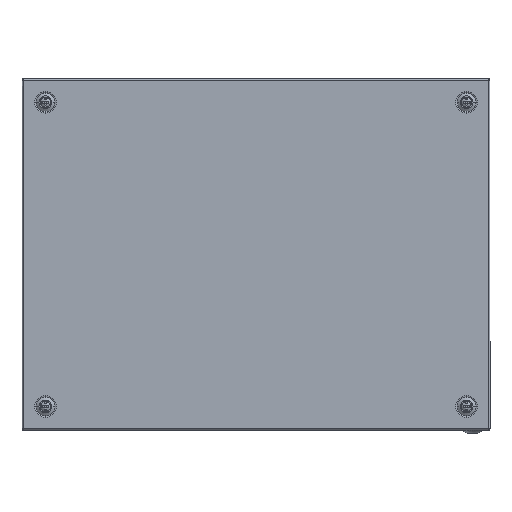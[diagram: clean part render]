
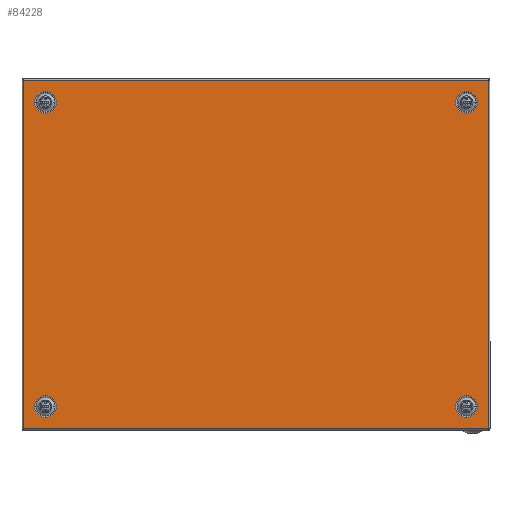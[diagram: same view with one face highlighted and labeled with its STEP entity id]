
A CAD part, top view. The second image highlights one B-rep face of the part: STEP entity #84228.
In plain terms, the highlighted face is planar.
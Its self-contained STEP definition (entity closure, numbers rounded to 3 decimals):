
#7127 = CARTESIAN_POINT ( 'NONE',  ( -139.208, -180., 0. ) ) ;
#7129 = CARTESIAN_POINT ( 'NONE',  ( -120.792, -180., 0. ) ) ;
#7169 = CARTESIAN_POINT ( 'NONE',  ( 120.792, -180., 0. ) ) ;
#7171 = CARTESIAN_POINT ( 'NONE',  ( 139.208, -180., 0. ) ) ;
#9705 = VERTEX_POINT ( 'NONE', #7127 ) ;
#9707 = VERTEX_POINT ( 'NONE', #7129 ) ;
#9743 = VERTEX_POINT ( 'NONE', #7169 ) ;
#9745 = VERTEX_POINT ( 'NONE', #7171 ) ;
#16788 = FACE_BOUND ( 'NONE', #20508, .T. ) ;
#16797 = FACE_BOUND ( 'NONE', #20588, .T. ) ;
#16798 = FACE_BOUND ( 'NONE', #20511, .T. ) ;
#16800 = FACE_BOUND ( 'NONE', #20600, .T. ) ;
#16801 = CARTESIAN_POINT ( 'NONE',  ( -149., -199., 0. ) ) ;
#16802 = FACE_OUTER_BOUND ( 'NONE', #20586, .T. ) ;
#16804 = PLANE ( 'NONE',  #78521 ) ;
#16805 = DIRECTION ( 'NONE',  ( 0., 0., 1. ) ) ;
#16806 = DIRECTION ( 'NONE',  ( 1., 0., 0. ) ) ;
#20508 = EDGE_LOOP ( 'NONE', ( #21698, #21700 ) ) ;
#20511 = EDGE_LOOP ( 'NONE', ( #21678, #21680 ) ) ;
#20586 = EDGE_LOOP ( 'NONE', ( #21686, #21688, #21690, #21692 ) ) ;
#20588 = EDGE_LOOP ( 'NONE', ( #21694, #21696 ) ) ;
#20600 = EDGE_LOOP ( 'NONE', ( #21682, #21684 ) ) ;
#21135 = VERTEX_POINT ( 'NONE', #46182 ) ;
#21138 = VERTEX_POINT ( 'NONE', #46183 ) ;
#21190 = VERTEX_POINT ( 'NONE', #46201 ) ;
#21192 = VERTEX_POINT ( 'NONE', #46202 ) ;
#21230 = VERTEX_POINT ( 'NONE', #46215 ) ;
#21232 = VERTEX_POINT ( 'NONE', #46216 ) ;
#21238 = VERTEX_POINT ( 'NONE', #46218 ) ;
#21241 = VERTEX_POINT ( 'NONE', #46219 ) ;
#21678 = ORIENTED_EDGE ( 'NONE', *, *, #28304, .F. ) ;
#21680 = ORIENTED_EDGE ( 'NONE', *, *, #28192, .F. ) ;
#21682 = ORIENTED_EDGE ( 'NONE', *, *, #28258, .T. ) ;
#21684 = ORIENTED_EDGE ( 'NONE', *, *, #28307, .T. ) ;
#21686 = ORIENTED_EDGE ( 'NONE', *, *, #28309, .T. ) ;
#21688 = ORIENTED_EDGE ( 'NONE', *, *, #28311, .T. ) ;
#21690 = ORIENTED_EDGE ( 'NONE', *, *, #28314, .T. ) ;
#21692 = ORIENTED_EDGE ( 'NONE', *, *, #28316, .T. ) ;
#21694 = ORIENTED_EDGE ( 'NONE', *, *, #28318, .F. ) ;
#21696 = ORIENTED_EDGE ( 'NONE', *, *, #28218, .F. ) ;
#21698 = ORIENTED_EDGE ( 'NONE', *, *, #28166, .T. ) ;
#21700 = ORIENTED_EDGE ( 'NONE', *, *, #28321, .T. ) ;
#28166 = EDGE_CURVE ( 'NONE', #9705, #9707, #108083, .T. ) ;
#28192 = EDGE_CURVE ( 'NONE', #9743, #9745, #108127, .T. ) ;
#28218 = EDGE_CURVE ( 'NONE', #21135, #21138, #108173, .T. ) ;
#28258 = EDGE_CURVE ( 'NONE', #21190, #21192, #108221, .T. ) ;
#28304 = EDGE_CURVE ( 'NONE', #9745, #9743, #108257, .T. ) ;
#28307 = EDGE_CURVE ( 'NONE', #21192, #21190, #108259, .T. ) ;
#28309 = EDGE_CURVE ( 'NONE', #21230, #21232, #32421, .T. ) ;
#28311 = EDGE_CURVE ( 'NONE', #21232, #21238, #32426, .T. ) ;
#28314 = EDGE_CURVE ( 'NONE', #21238, #21241, #32433, .T. ) ;
#28316 = EDGE_CURVE ( 'NONE', #21241, #21230, #32436, .T. ) ;
#28318 = EDGE_CURVE ( 'NONE', #21138, #21135, #108266, .T. ) ;
#28321 = EDGE_CURVE ( 'NONE', #9707, #9705, #108267, .T. ) ;
#32285 = CARTESIAN_POINT ( 'NONE',  ( -130., 180., 0. ) ) ;
#32286 = DIRECTION ( 'NONE',  ( 0., 0., -1. ) ) ;
#32287 = DIRECTION ( 'NONE',  ( -1., 0., 0. ) ) ;
#32363 = CARTESIAN_POINT ( 'NONE',  ( 130., 180., 0. ) ) ;
#32364 = DIRECTION ( 'NONE',  ( 0., 0., 1. ) ) ;
#32365 = DIRECTION ( 'NONE',  ( 1., 0., 0. ) ) ;
#32421 = LINE ( 'NONE', #32422, #108261 ) ;
#32422 = CARTESIAN_POINT ( 'NONE',  ( 148.9, 198.9, 0. ) ) ;
#32423 = CARTESIAN_POINT ( 'NONE',  ( 130., -180., 0. ) ) ;
#32424 = DIRECTION ( 'NONE',  ( 0., 0., -1. ) ) ;
#32425 = DIRECTION ( 'NONE',  ( 1., 0., 0. ) ) ;
#32426 = LINE ( 'NONE', #32431, #108251 ) ;
#32427 = CARTESIAN_POINT ( 'NONE',  ( 130., 180., 0. ) ) ;
#32428 = DIRECTION ( 'NONE',  ( 0., 0., 1. ) ) ;
#32429 = DIRECTION ( 'NONE',  ( 1., 0., 0. ) ) ;
#32430 = DIRECTION ( 'NONE',  ( 0., -1., 0. ) ) ;
#32431 = CARTESIAN_POINT ( 'NONE',  ( 149., -198.9, 0. ) ) ;
#32432 = DIRECTION ( 'NONE',  ( -1., 0., 0. ) ) ;
#32433 = LINE ( 'NONE', #32434, #108264 ) ;
#32434 = CARTESIAN_POINT ( 'NONE',  ( -148.9, -198.9, 0. ) ) ;
#32435 = DIRECTION ( 'NONE',  ( 0., 1., 0. ) ) ;
#32436 = LINE ( 'NONE', #32437, #108265 ) ;
#32437 = CARTESIAN_POINT ( 'NONE',  ( -149., 198.9, 0. ) ) ;
#32438 = DIRECTION ( 'NONE',  ( 1., 0., 0. ) ) ;
#32439 = CARTESIAN_POINT ( 'NONE',  ( -130., 180., 0. ) ) ;
#32440 = DIRECTION ( 'NONE',  ( 0., 0., -1. ) ) ;
#32441 = DIRECTION ( 'NONE',  ( -1., 0., 0. ) ) ;
#32442 = CARTESIAN_POINT ( 'NONE',  ( -130., -180., 0. ) ) ;
#32443 = DIRECTION ( 'NONE',  ( 0., 0., 1. ) ) ;
#32444 = DIRECTION ( 'NONE',  ( -1., 0., 0. ) ) ;
#46182 = CARTESIAN_POINT ( 'NONE',  ( -120.792, 180., 0. ) ) ;
#46183 = CARTESIAN_POINT ( 'NONE',  ( -139.208, 180., 0. ) ) ;
#46201 = CARTESIAN_POINT ( 'NONE',  ( 139.208, 180., 0. ) ) ;
#46202 = CARTESIAN_POINT ( 'NONE',  ( 120.792, 180., 0. ) ) ;
#46215 = CARTESIAN_POINT ( 'NONE',  ( 148.9, 198.9, 0. ) ) ;
#46216 = CARTESIAN_POINT ( 'NONE',  ( 148.9, -198.9, 0. ) ) ;
#46218 = CARTESIAN_POINT ( 'NONE',  ( -148.9, -198.9, 0. ) ) ;
#46219 = CARTESIAN_POINT ( 'NONE',  ( -148.9, 198.9, 0. ) ) ;
#78521 = AXIS2_PLACEMENT_3D ( 'NONE', #16801, #16805, #16806 ) ;
#84228 = ADVANCED_FACE ( 'NONE', ( #16798, #16800, #16802, #16797, #16788 ), #16804, .F. ) ;
#105580 = CARTESIAN_POINT ( 'NONE',  ( -130., -180., 0. ) ) ;
#105583 = DIRECTION ( 'NONE',  ( 0., 0., 1. ) ) ;
#105586 = DIRECTION ( 'NONE',  ( -1., 0., 0. ) ) ;
#105906 = CARTESIAN_POINT ( 'NONE',  ( 130., -180., 0. ) ) ;
#105909 = DIRECTION ( 'NONE',  ( 0., 0., -1. ) ) ;
#105912 = DIRECTION ( 'NONE',  ( 1., 0., 0. ) ) ;
#108083 = CIRCLE ( 'NONE', #108086, 9.208 ) ;
#108086 = AXIS2_PLACEMENT_3D ( 'NONE', #105580, #105583, #105586 ) ;
#108127 = CIRCLE ( 'NONE', #108132, 9.208 ) ;
#108132 = AXIS2_PLACEMENT_3D ( 'NONE', #105906, #105909, #105912 ) ;
#108173 = CIRCLE ( 'NONE', #108178, 9.208 ) ;
#108178 = AXIS2_PLACEMENT_3D ( 'NONE', #32285, #32286, #32287 ) ;
#108221 = CIRCLE ( 'NONE', #108224, 9.208 ) ;
#108224 = AXIS2_PLACEMENT_3D ( 'NONE', #32363, #32364, #32365 ) ;
#108251 = VECTOR ( 'NONE', #32432, 1000. ) ;
#108257 = CIRCLE ( 'NONE', #108260, 9.208 ) ;
#108259 = CIRCLE ( 'NONE', #108262, 9.208 ) ;
#108260 = AXIS2_PLACEMENT_3D ( 'NONE', #32423, #32424, #32425 ) ;
#108261 = VECTOR ( 'NONE', #32430, 1000. ) ;
#108262 = AXIS2_PLACEMENT_3D ( 'NONE', #32427, #32428, #32429 ) ;
#108264 = VECTOR ( 'NONE', #32435, 1000. ) ;
#108265 = VECTOR ( 'NONE', #32438, 1000. ) ;
#108266 = CIRCLE ( 'NONE', #108268, 9.208 ) ;
#108267 = CIRCLE ( 'NONE', #108270, 9.208 ) ;
#108268 = AXIS2_PLACEMENT_3D ( 'NONE', #32439, #32440, #32441 ) ;
#108270 = AXIS2_PLACEMENT_3D ( 'NONE', #32442, #32443, #32444 ) ;
